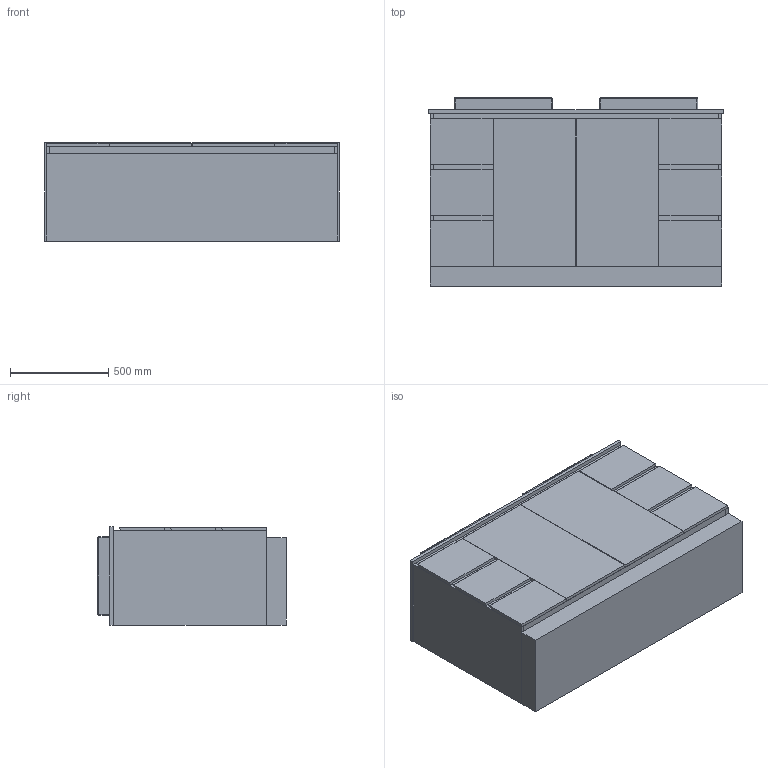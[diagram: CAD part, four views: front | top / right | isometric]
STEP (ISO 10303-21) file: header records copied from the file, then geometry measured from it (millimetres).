
FILE_DESCRIPTION (( 'STEP AP214' ), '1' );
FILE_NAME ('FD Benchtop 1500D WK ASSEM.STEP', '2019-03-06T04:49:39', ( '' ), ( '' ), 'SwSTEP 2.0', 'SolidWorks 2015', '' );
FILE_SCHEMA (( 'AUTOMOTIVE_DESIGN' ));
Length unit declared in the file: millimetre
Products named in the file (7): Posh Solus Semi-Inset Basin ASSEM; FD Benchtop 1500D WK; 1500D semi inset top ASSEM; Posh Solus Semi-Inset Basin; FD Benchtop 1500D WK ASSEM; CERAMIC OVERFLOW COVER; 1500D semi inset top
Assembly tree (7 placements, depth 4):
  FD Benchtop 1500D WK ASSEM
    FD Benchtop 1500D WK
    1500D semi inset top ASSEM
      1500D semi inset top
      Posh Solus Semi-Inset Basin ASSEM  x2
        Posh Solus Semi-Inset Basin
        CERAMIC OVERFLOW COVER
Bounding box: 1500 x 960.1 x 500 mm (x, y, z)
Volume: 164781825.6 mm3; surface area: 14026530.8 mm2
Topology: 19 solids, 19 shells, 308 faces, 710 edges, 442 vertices
Faces by surface type: plane 214, cylinder 52, torus 16, bspline 14, sphere 12
Entity records: 7136 total; most frequent: CARTESIAN_POINT 1702, DIRECTION 954, ORIENTED_EDGE 930, EDGE_CURVE 465, VECTOR 356, LINE 356, AXIS2_PLACEMENT_3D 299, VERTEX_POINT 297
